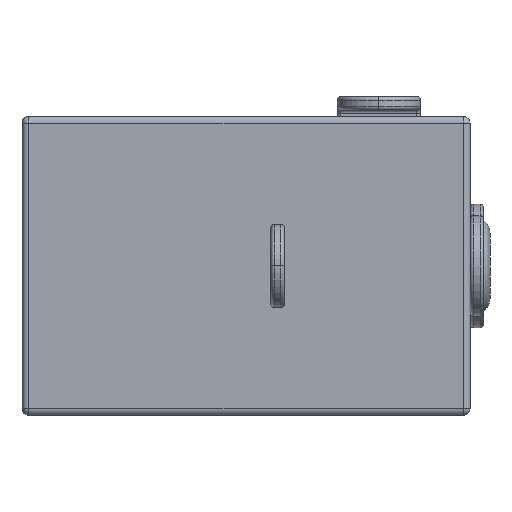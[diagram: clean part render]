
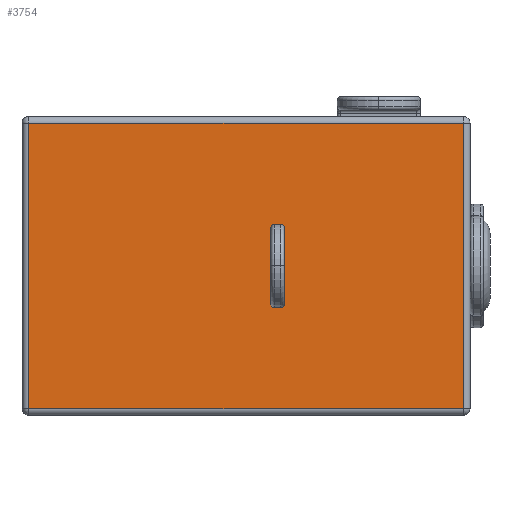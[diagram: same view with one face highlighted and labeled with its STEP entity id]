
A CAD part, front view. The second image highlights one B-rep face of the part: STEP entity #3754.
In plain terms, the highlighted planar face has unit normal (0, -1, 0).
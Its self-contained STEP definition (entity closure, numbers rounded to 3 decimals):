
#136 = VERTEX_POINT ( 'NONE', #2545 ) ;
#158 = VECTOR ( 'NONE', #4494, 1000. ) ;
#278 = EDGE_CURVE ( 'NONE', #1439, #1345, #3005, .T. ) ;
#287 = EDGE_CURVE ( 'NONE', #1345, #136, #4025, .T. ) ;
#322 = EDGE_CURVE ( 'NONE', #136, #3656, #1840, .T. ) ;
#343 = EDGE_CURVE ( 'NONE', #3656, #1439, #1719, .T. ) ;
#362 = CARTESIAN_POINT ( 'NONE',  ( 5.95, -6.5, -4.3 ) ) ;
#938 = AXIS2_PLACEMENT_3D ( 'NONE', #3241, #3937, #1845 ) ;
#1001 = VECTOR ( 'NONE', #3181, 1000. ) ;
#1058 = CARTESIAN_POINT ( 'NONE',  ( 6.15, -6.5, -4.3 ) ) ;
#1096 = ORIENTED_EDGE ( 'NONE', *, *, #322, .T. ) ;
#1290 = CARTESIAN_POINT ( 'NONE',  ( 5.95, -6.5, 4.3 ) ) ;
#1345 = VERTEX_POINT ( 'NONE', #1290 ) ;
#1439 = VERTEX_POINT ( 'NONE', #362 ) ;
#1715 = DIRECTION ( 'NONE',  ( 0., 0., 1. ) ) ;
#1719 = LINE ( 'NONE', #1058, #1001 ) ;
#1765 = FACE_OUTER_BOUND ( 'NONE', #3043, .T. ) ;
#1840 = LINE ( 'NONE', #3861, #2783 ) ;
#1845 = DIRECTION ( 'NONE',  ( -1., 0., 0. ) ) ;
#2074 = CARTESIAN_POINT ( 'NONE',  ( 6.15, -6.5, 4.3 ) ) ;
#2166 = VECTOR ( 'NONE', #1715, 1000. ) ;
#2545 = CARTESIAN_POINT ( 'NONE',  ( -7.15, -6.5, 4.3 ) ) ;
#2552 = ORIENTED_EDGE ( 'NONE', *, *, #278, .T. ) ;
#2783 = VECTOR ( 'NONE', #2820, 1000. ) ;
#2820 = DIRECTION ( 'NONE',  ( 0., 0., -1. ) ) ;
#3005 = LINE ( 'NONE', #3815, #2166 ) ;
#3043 = EDGE_LOOP ( 'NONE', ( #2552, #4034, #1096, #3377 ) ) ;
#3181 = DIRECTION ( 'NONE',  ( 1., 0., 0. ) ) ;
#3241 = CARTESIAN_POINT ( 'NONE',  ( 6.15, -6.5, 4.5 ) ) ;
#3377 = ORIENTED_EDGE ( 'NONE', *, *, #343, .T. ) ;
#3656 = VERTEX_POINT ( 'NONE', #3872 ) ;
#3754 = ADVANCED_FACE ( 'NONE', ( #1765 ), #3921, .F. ) ;
#3815 = CARTESIAN_POINT ( 'NONE',  ( 5.95, -6.5, 4.5 ) ) ;
#3861 = CARTESIAN_POINT ( 'NONE',  ( -7.15, -6.5, 4.5 ) ) ;
#3872 = CARTESIAN_POINT ( 'NONE',  ( -7.15, -6.5, -4.3 ) ) ;
#3921 = PLANE ( 'NONE',  #938 ) ;
#3937 = DIRECTION ( 'NONE',  ( 0., 1., 0. ) ) ;
#4025 = LINE ( 'NONE', #2074, #158 ) ;
#4034 = ORIENTED_EDGE ( 'NONE', *, *, #287, .T. ) ;
#4494 = DIRECTION ( 'NONE',  ( -1., 0., 0. ) ) ;
